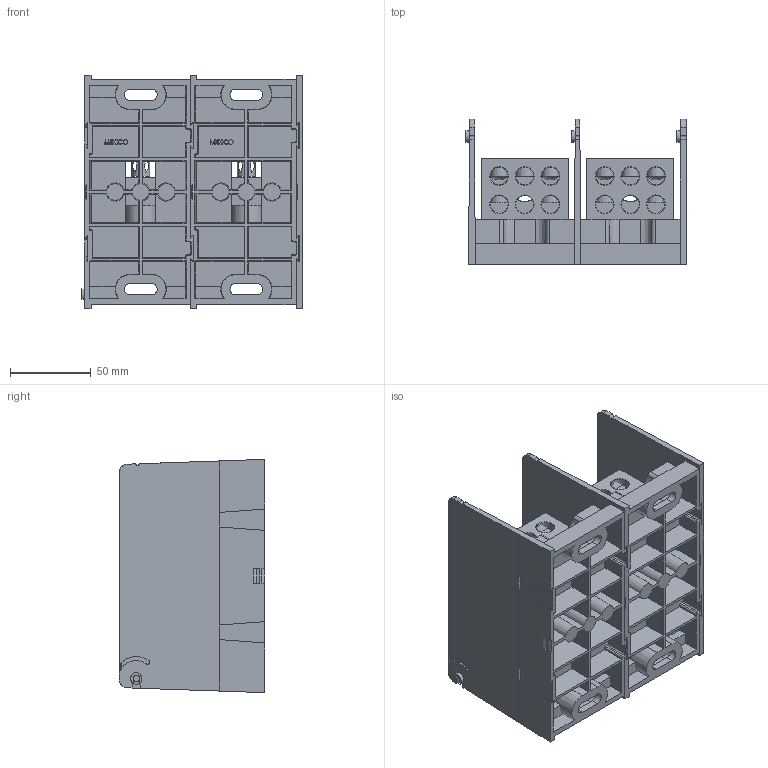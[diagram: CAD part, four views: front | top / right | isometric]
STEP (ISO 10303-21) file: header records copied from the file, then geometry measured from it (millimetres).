
FILE_DESCRIPTION (( 'STEP AP214' ), '1' );
FILE_NAME ('701920rev-2P.STEP', '2014-03-19T15:20:18', ( '' ), ( '' ), 'SwSTEP 2.0', 'SolidWorks 2013', '' );
FILE_SCHEMA (( 'AUTOMOTIVE_DESIGN' ));
Length unit declared in the file: inch
Products named in the file (1): 701920rev-2P
Bounding box: 136.78 x 90.17 x 144.78 mm (x, y, z)
Surface area: 197354.8 mm2 (no closed solid volume)
Topology: 0 solids, 24 shells, 609 faces, 2046 edges, 1450 vertices
Faces by surface type: plane 383, cylinder 119, cone 103, torus 4
Full cylindrical faces by diameter (mm): 4.064 x1, 7.112 x1, 11.112 x12, 11.125 x6, 12.7 x4, 15.875 x2, 15.991 x2, 17.475 x2, 19.05 x2
Entity records: 33211 total; most frequent: CARTESIAN_POINT 8682, ORIENTED_EDGE 3254, DIRECTION 3104, EDGE_CURVE 1942, VERTEX_POINT 1419, VECTOR 1294, LINE 1294, AXIS2_PLACEMENT_3D 905
